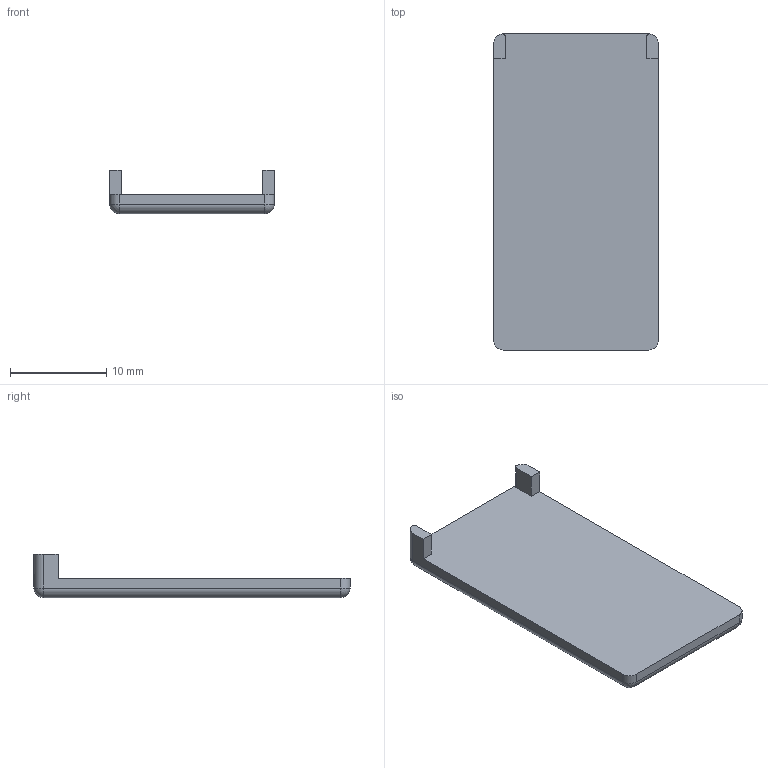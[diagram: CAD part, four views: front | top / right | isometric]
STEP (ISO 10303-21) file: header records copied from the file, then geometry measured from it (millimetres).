
FILE_DESCRIPTION((''),'2;1');
FILE_NAME('STP-A36-ORIGINAL_ASM','2021-05-10T',('marketing.praksa'),('Audax d.o.o.'),'CREO PARAMETRIC BY PTC INC, 2017480','CREO PARAMETRIC BY PTC INC, 2017480','');
FILE_SCHEMA(('AUTOMOTIVE_DESIGN { 1 0 10303 214 1 1 1 1 }'));
Products named in the file (3): PRT9529; PRT9530; STP-A36-ORIGINAL_ASM
Assembly tree (2 placements, depth 2):
  STP-A36-ORIGINAL_ASM
    PRT9529
    PRT9530
Bounding box: 17.1 x 32.8 x 4.5 mm (x, y, z)
Volume: 1108.5 mm3; surface area: 1432.2 mm2
Topology: 4 solids, 4 shells, 131 faces, 372 edges, 248 vertices
Faces by surface type: plane 69, cylinder 58, sphere 4
Entity records: 6668 total; most frequent: DIRECTION 778, CARTESIAN_POINT 759, ORIENTED_EDGE 736, PRESENTATION_STYLE_ASSIGNMENT 503, STYLED_ITEM 503, CURVE_STYLE 368, EDGE_CURVE 368, AXIS2_PLACEMENT_3D 274
